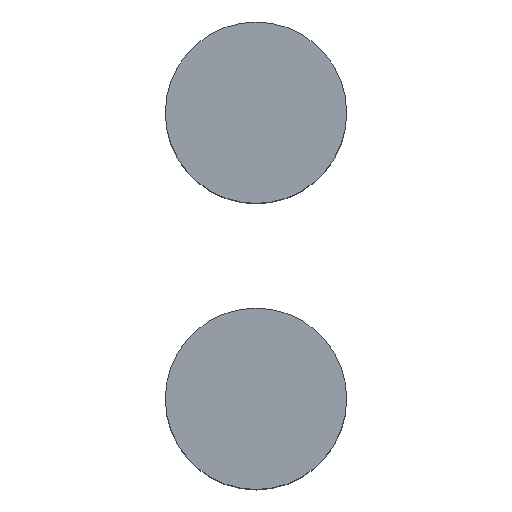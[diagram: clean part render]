
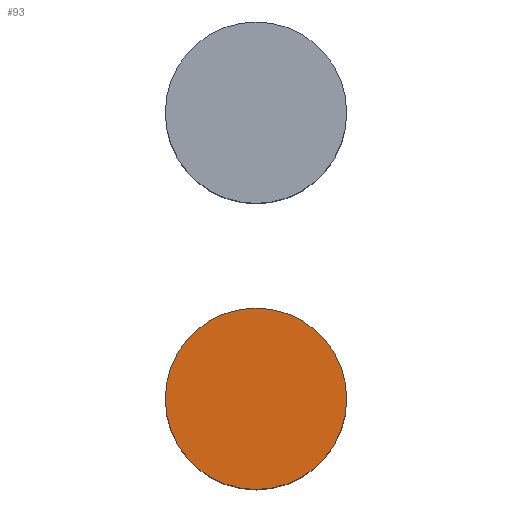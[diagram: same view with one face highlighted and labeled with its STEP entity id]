
A CAD part, top view. The second image highlights one B-rep face of the part: STEP entity #93.
In plain terms, the highlighted planar face has unit normal (0, 0, 1).
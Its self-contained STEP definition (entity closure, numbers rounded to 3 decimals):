
#44=PLANE('',#130);
#49=FACE_OUTER_BOUND('',#55,.T.);
#55=EDGE_LOOP('',(#82));
#63=CIRCLE('',#127,33.288);
#67=VERTEX_POINT('',#192);
#71=EDGE_CURVE('',#67,#67,#63,.T.);
#82=ORIENTED_EDGE('',*,*,#71,.T.);
#93=ADVANCED_FACE('',(#49),#44,.T.);
#127=AXIS2_PLACEMENT_3D('',#193,#153,#154);
#130=AXIS2_PLACEMENT_3D('',#198,#160,#161);
#153=DIRECTION('center_axis',(0.,0.,1.));
#154=DIRECTION('ref_axis',(1.,0.,0.));
#160=DIRECTION('center_axis',(0.,0.,1.));
#161=DIRECTION('ref_axis',(1.,0.,0.));
#192=CARTESIAN_POINT('',(16.712,50.,10.));
#193=CARTESIAN_POINT('Origin',(50.,50.,10.));
#198=CARTESIAN_POINT('Origin',(50.,50.,10.));
